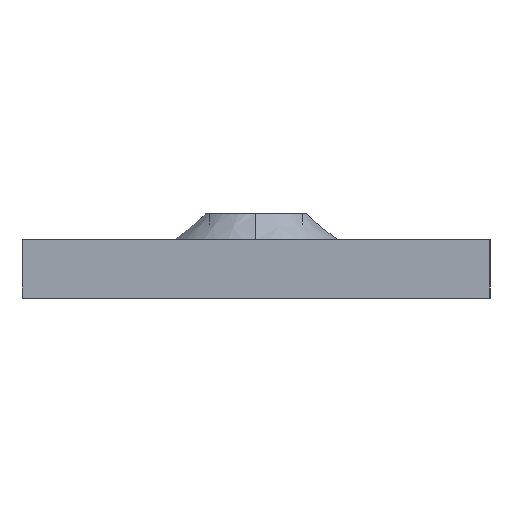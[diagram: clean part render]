
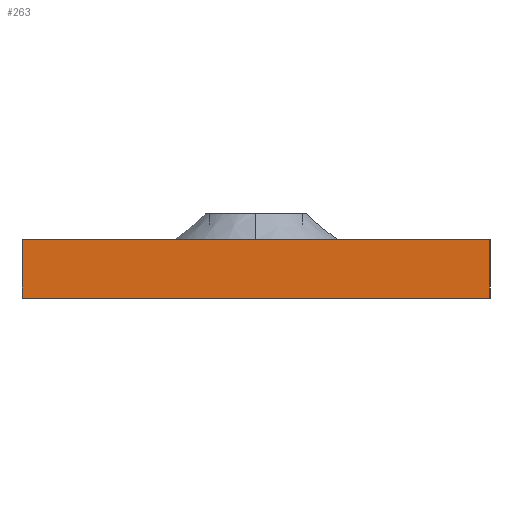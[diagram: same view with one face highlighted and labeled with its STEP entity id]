
A CAD part, left-side view. The second image highlights one B-rep face of the part: STEP entity #263.
In plain terms, the highlighted planar face has unit normal (-1, 0, 0).
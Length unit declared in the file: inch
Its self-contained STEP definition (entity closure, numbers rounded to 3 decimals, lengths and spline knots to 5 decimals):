
#47 = VERTEX_POINT ( 'NONE', #820 ) ;
#73 = VECTOR ( 'NONE', #401, 39.37008 ) ;
#111 = DIRECTION ( 'NONE',  ( 1., 0., 0. ) ) ;
#117 = DIRECTION ( 'NONE',  ( 0., 0., -1. ) ) ;
#132 = AXIS2_PLACEMENT_3D ( 'NONE', #630, #111, #684 ) ;
#165 = FACE_OUTER_BOUND ( 'NONE', #339, .T. ) ;
#182 = ORIENTED_EDGE ( 'NONE', *, *, #847, .T. ) ;
#201 = VERTEX_POINT ( 'NONE', #497 ) ;
#239 = CARTESIAN_POINT ( 'NONE',  ( -16.75, 0.75, 0.188 ) ) ;
#263 = ADVANCED_FACE ( 'NONE', ( #165 ), #565, .F. ) ;
#270 = CARTESIAN_POINT ( 'NONE',  ( -16.75, 0.75, 0. ) ) ;
#289 = CARTESIAN_POINT ( 'NONE',  ( -16.75, -0.75, 0.188 ) ) ;
#301 = DIRECTION ( 'NONE',  ( 0., -1., 0. ) ) ;
#330 = LINE ( 'NONE', #289, #663 ) ;
#334 = EDGE_CURVE ( 'NONE', #437, #515, #338, .T. ) ;
#338 = LINE ( 'NONE', #270, #840 ) ;
#339 = EDGE_LOOP ( 'NONE', ( #182, #789, #576, #373 ) ) ;
#373 = ORIENTED_EDGE ( 'NONE', *, *, #334, .F. ) ;
#401 = DIRECTION ( 'NONE',  ( 0., 0., 1. ) ) ;
#437 = VERTEX_POINT ( 'NONE', #583 ) ;
#497 = CARTESIAN_POINT ( 'NONE',  ( -16.75, 0.75, 0.188 ) ) ;
#515 = VERTEX_POINT ( 'NONE', #557 ) ;
#542 = EDGE_CURVE ( 'NONE', #201, #515, #617, .T. ) ;
#549 = EDGE_CURVE ( 'NONE', #201, #47, #330, .T. ) ;
#556 = LINE ( 'NONE', #793, #73 ) ;
#557 = CARTESIAN_POINT ( 'NONE',  ( -16.75, 0.75, 0. ) ) ;
#565 = PLANE ( 'NONE',  #132 ) ;
#576 = ORIENTED_EDGE ( 'NONE', *, *, #542, .T. ) ;
#583 = CARTESIAN_POINT ( 'NONE',  ( -16.75, -0.75, 0. ) ) ;
#586 = DIRECTION ( 'NONE',  ( 0., 1., 0. ) ) ;
#617 = LINE ( 'NONE', #239, #637 ) ;
#630 = CARTESIAN_POINT ( 'NONE',  ( -16.75, 0.75, 0.188 ) ) ;
#637 = VECTOR ( 'NONE', #117, 39.37008 ) ;
#663 = VECTOR ( 'NONE', #301, 39.37008 ) ;
#684 = DIRECTION ( 'NONE',  ( 0., 0., -1. ) ) ;
#789 = ORIENTED_EDGE ( 'NONE', *, *, #549, .F. ) ;
#793 = CARTESIAN_POINT ( 'NONE',  ( -16.75, -0.75, 0.188 ) ) ;
#820 = CARTESIAN_POINT ( 'NONE',  ( -16.75, -0.75, 0.188 ) ) ;
#840 = VECTOR ( 'NONE', #586, 39.37008 ) ;
#847 = EDGE_CURVE ( 'NONE', #437, #47, #556, .T. ) ;
